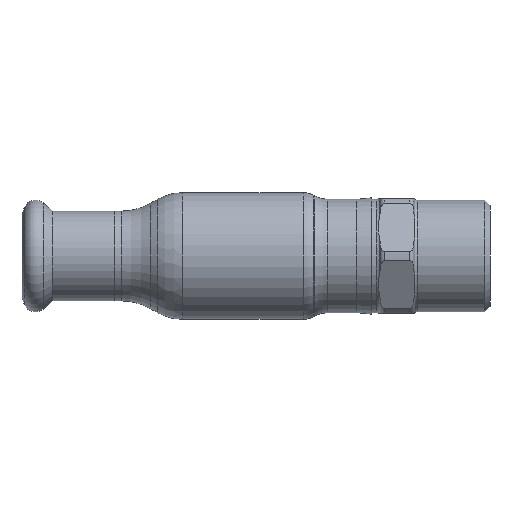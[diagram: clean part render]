
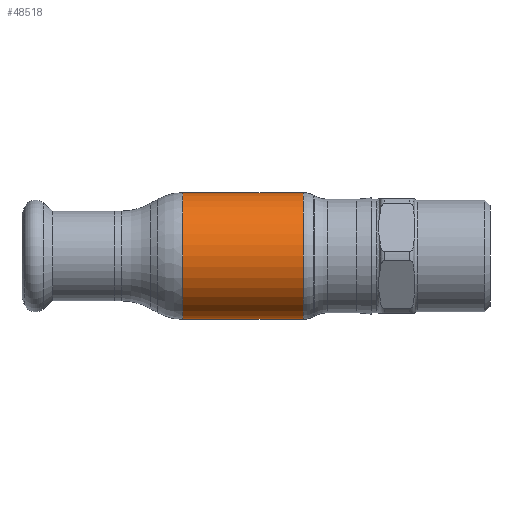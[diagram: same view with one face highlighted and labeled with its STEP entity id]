
A CAD part, front view. The second image highlights one B-rep face of the part: STEP entity #48518.
In plain terms, the highlighted cylindrical face has radius 15 mm (diameter 30 mm), a partial arc.
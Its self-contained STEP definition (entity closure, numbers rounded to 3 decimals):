
#1616 = EDGE_LOOP ( 'NONE', ( #50302, #10794, #9759, #20141 ) ) ;
#3398 = VECTOR ( 'NONE', #13304, 1000. ) ;
#7631 = CARTESIAN_POINT ( 'NONE',  ( -62.69, 0., 15. ) ) ;
#8372 = CYLINDRICAL_SURFACE ( 'NONE', #30661, 15. ) ;
#8459 = EDGE_CURVE ( 'NONE', #38695, #46568, #60496, .T. ) ;
#9022 = CARTESIAN_POINT ( 'NONE',  ( -62.69, 0., -15. ) ) ;
#9358 = CARTESIAN_POINT ( 'NONE',  ( 14.285, 0., 0. ) ) ;
#9759 = ORIENTED_EDGE ( 'NONE', *, *, #22737, .T. ) ;
#10794 = ORIENTED_EDGE ( 'NONE', *, *, #24666, .T. ) ;
#11030 = AXIS2_PLACEMENT_3D ( 'NONE', #9358, #24072, #46421 ) ;
#13304 = DIRECTION ( 'NONE',  ( -1., 0., 0. ) ) ;
#13618 = FACE_OUTER_BOUND ( 'NONE', #1616, .T. ) ;
#14310 = AXIS2_PLACEMENT_3D ( 'NONE', #55720, #14696, #51995 ) ;
#14696 = DIRECTION ( 'NONE',  ( -1., 0., 0. ) ) ;
#15248 = CARTESIAN_POINT ( 'NONE',  ( 14.285, 0., 15. ) ) ;
#16397 = VECTOR ( 'NONE', #48703, 1000. ) ;
#18173 = CARTESIAN_POINT ( 'NONE',  ( -62.69, 0., 0. ) ) ;
#18520 = CARTESIAN_POINT ( 'NONE',  ( -14.285, 0., 15. ) ) ;
#20141 = ORIENTED_EDGE ( 'NONE', *, *, #43334, .F. ) ;
#22737 = EDGE_CURVE ( 'NONE', #50491, #38396, #25193, .T. ) ;
#23090 = CIRCLE ( 'NONE', #14310, 15. ) ;
#24072 = DIRECTION ( 'NONE',  ( -1., 0., 0. ) ) ;
#24666 = EDGE_CURVE ( 'NONE', #38695, #50491, #45255, .T. ) ;
#25193 = LINE ( 'NONE', #7631, #16397 ) ;
#30661 = AXIS2_PLACEMENT_3D ( 'NONE', #18173, #46379, #46068 ) ;
#33569 = CARTESIAN_POINT ( 'NONE',  ( 14.285, 0., -15. ) ) ;
#38396 = VERTEX_POINT ( 'NONE', #18520 ) ;
#38417 = CARTESIAN_POINT ( 'NONE',  ( -14.285, 0., -15. ) ) ;
#38695 = VERTEX_POINT ( 'NONE', #33569 ) ;
#43334 = EDGE_CURVE ( 'NONE', #46568, #38396, #23090, .T. ) ;
#45255 = CIRCLE ( 'NONE', #11030, 15. ) ;
#46068 = DIRECTION ( 'NONE',  ( 0., 0., 1. ) ) ;
#46379 = DIRECTION ( 'NONE',  ( -1., 0., 0. ) ) ;
#46421 = DIRECTION ( 'NONE',  ( 0., 0., 1. ) ) ;
#46568 = VERTEX_POINT ( 'NONE', #38417 ) ;
#48518 = ADVANCED_FACE ( 'NONE', ( #13618 ), #8372, .T. ) ;
#48703 = DIRECTION ( 'NONE',  ( -1., 0., 0. ) ) ;
#50302 = ORIENTED_EDGE ( 'NONE', *, *, #8459, .F. ) ;
#50491 = VERTEX_POINT ( 'NONE', #15248 ) ;
#51995 = DIRECTION ( 'NONE',  ( 0., 0., 1. ) ) ;
#55720 = CARTESIAN_POINT ( 'NONE',  ( -14.285, 0., 0. ) ) ;
#60496 = LINE ( 'NONE', #9022, #3398 ) ;
